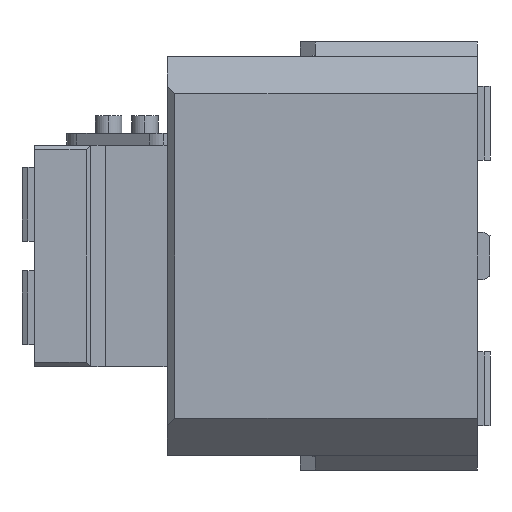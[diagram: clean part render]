
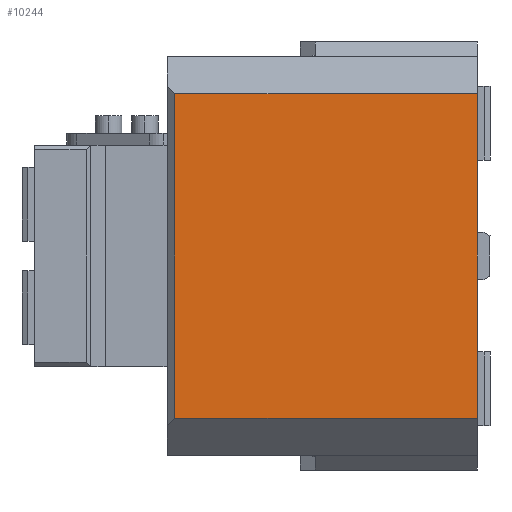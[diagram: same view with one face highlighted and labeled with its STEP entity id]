
A CAD part, left-side view. The second image highlights one B-rep face of the part: STEP entity #10244.
In plain terms, the highlighted planar face has unit normal (-1, 0, 0).
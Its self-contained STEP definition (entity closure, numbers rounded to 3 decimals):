
#9308=CARTESIAN_POINT('Vertex',(0.,0.,110.)) ;
#9311=CARTESIAN_POINT('Line Origine',(0.,0.,0.)) ;
#9315=CARTESIAN_POINT('Vertex',(0.,0.,-110.)) ;
#10198=CARTESIAN_POINT('Vertex',(0.,205.,110.)) ;
#10203=CARTESIAN_POINT('Line Origine',(0.,102.5,110.)) ;
#10221=CARTESIAN_POINT('Axis2P3D Location',(0.,270.,-110.)) ;
#10226=CARTESIAN_POINT('Line Origine',(0.,205.,0.)) ;
#10230=CARTESIAN_POINT('Vertex',(0.,205.,-110.)) ;
#10233=CARTESIAN_POINT('Line Origine',(0.,102.5,-110.)) ;
#9312=DIRECTION('Vector Direction',(0.,0.,-1.)) ;
#10204=DIRECTION('Vector Direction',(0.,-1.,0.)) ;
#10222=DIRECTION('Axis2P3D Direction',(1.,0.,0.)) ;
#10223=DIRECTION('Axis2P3D XDirection',(0.,0.,-1.)) ;
#10227=DIRECTION('Vector Direction',(0.,0.,-1.)) ;
#10234=DIRECTION('Vector Direction',(0.,-1.,0.)) ;
#10224=AXIS2_PLACEMENT_3D('Plane Axis2P3D',#10221,#10222,#10223) ;
#10239=ORIENTED_EDGE('',*,*,#10207,.F.) ;
#10240=ORIENTED_EDGE('',*,*,#10232,.T.) ;
#10241=ORIENTED_EDGE('',*,*,#10237,.T.) ;
#10242=ORIENTED_EDGE('',*,*,#9317,.F.) ;
#9313=VECTOR('Line Direction',#9312,1.) ;
#10205=VECTOR('Line Direction',#10204,1.) ;
#10228=VECTOR('Line Direction',#10227,1.) ;
#10235=VECTOR('Line Direction',#10234,1.) ;
#10244=ADVANCED_FACE('CAM HOLDER',(#10243),#10225,.F.) ;
#9317=EDGE_CURVE('',#9309,#9316,#9314,.T.) ;
#10207=EDGE_CURVE('',#10199,#9309,#10206,.T.) ;
#10232=EDGE_CURVE('',#10199,#10231,#10229,.T.) ;
#10237=EDGE_CURVE('',#10231,#9316,#10236,.T.) ;
#10238=EDGE_LOOP('',(#10239,#10240,#10241,#10242)) ;
#10243=FACE_OUTER_BOUND('',#10238,.T.) ;
#9314=LINE('Line',#9311,#9313) ;
#10206=LINE('Line',#10203,#10205) ;
#10229=LINE('Line',#10226,#10228) ;
#10236=LINE('Line',#10233,#10235) ;
#10225=PLANE('Plane',#10224) ;
#9309=VERTEX_POINT('',#9308) ;
#9316=VERTEX_POINT('',#9315) ;
#10199=VERTEX_POINT('',#10198) ;
#10231=VERTEX_POINT('',#10230) ;
